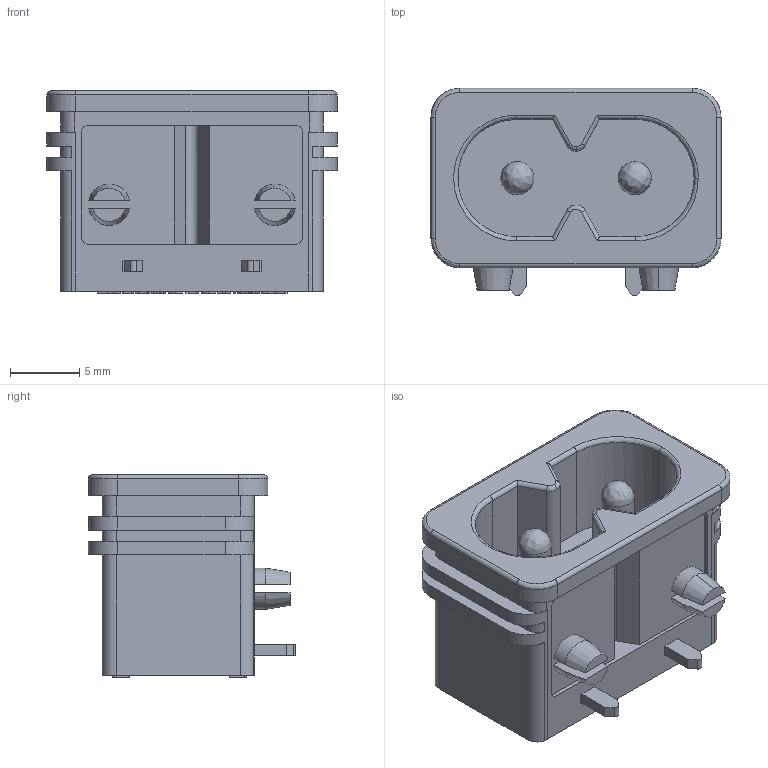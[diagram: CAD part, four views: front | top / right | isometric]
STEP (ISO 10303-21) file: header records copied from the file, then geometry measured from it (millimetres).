
FILE_DESCRIPTION (( 'STEP AP214' ), '1' );
FILE_NAME ('RAPC322X.STEP', '2015-02-26T14:54:20', ( '' ), ( '' ), 'SwSTEP 2.0', 'SolidWorks 2014', '' );
FILE_SCHEMA (( 'AUTOMOTIVE_DESIGN' ));
Length unit declared in the file: inch
Products named in the file (1): RAPC322X
Bounding box: 21 x 15 x 14.65 mm (x, y, z)
Volume: 2124 mm3; surface area: 2324.7 mm2
Topology: 1 solids, 1 shells, 802 faces, 2161 edges, 1431 vertices
Faces by surface type: plane 455, bspline 275, cylinder 67, cone 5
Entity records: 39021 total; most frequent: CARTESIAN_POINT 21167, ORIENTED_EDGE 4314, DIRECTION 2513, EDGE_CURVE 2157, VERTEX_POINT 1431, VECTOR 1287, LINE 1287, EDGE_LOOP 876
